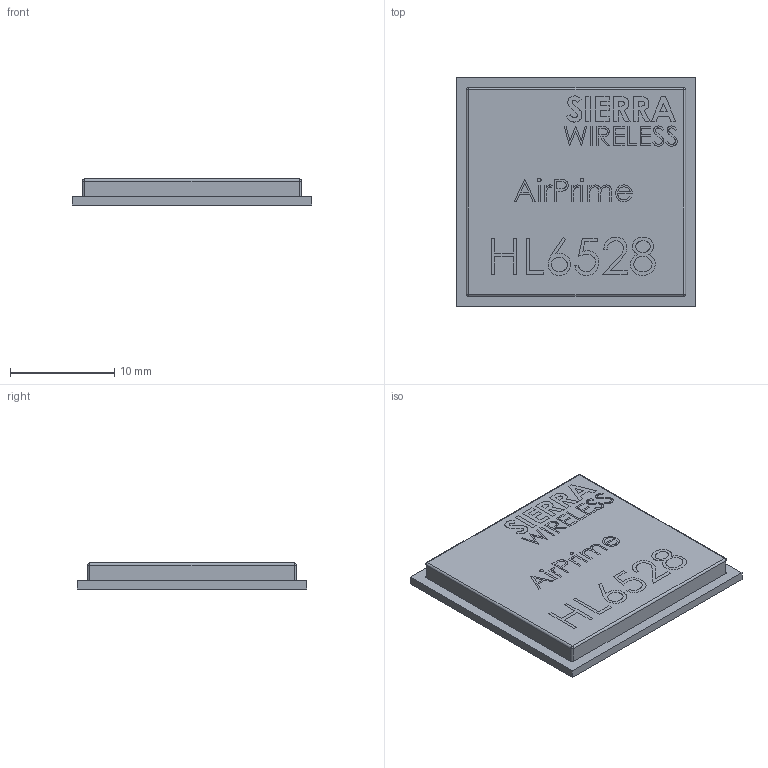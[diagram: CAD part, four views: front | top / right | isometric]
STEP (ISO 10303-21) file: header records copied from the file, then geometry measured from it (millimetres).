
FILE_DESCRIPTION(('FreeCAD Model'),'2;1');
FILE_NAME('User Library-HL6528.step', '2017-06-26T00:38:26',('kicad StepUp'),('ksu MCAD'), 'Open CASCADE STEP processor 6.8','FreeCAD','Unknown');
FILE_SCHEMA(('AUTOMOTIVE_DESIGN_CC2 { 1 2 10303 214 -1 1 5 4 }'));
Length unit declared in the file: millimetre
Products named in the file (2): ASSEMBLY; User_Library-HL6528
Assembly tree (1 placements, depth 2):
  ASSEMBLY
    User_Library-HL6528
Bounding box: 23 x 22 x 2.5 mm (x, y, z)
Volume: 1118 mm3; surface area: 1215.8 mm2
Topology: 1 solids, 1 shells, 209 faces, 960 edges, 936 vertices
Faces by surface type: plane 197, cylinder 8, sphere 4
Entity records: 13797 total; most frequent: CARTESIAN_POINT 4034, ORIENTED_EDGE 1912, DIRECTION 1269, EDGE_CURVE 956, VERTEX_POINT 936, LINE 783, VECTOR 783, FACE_BOUND 396
